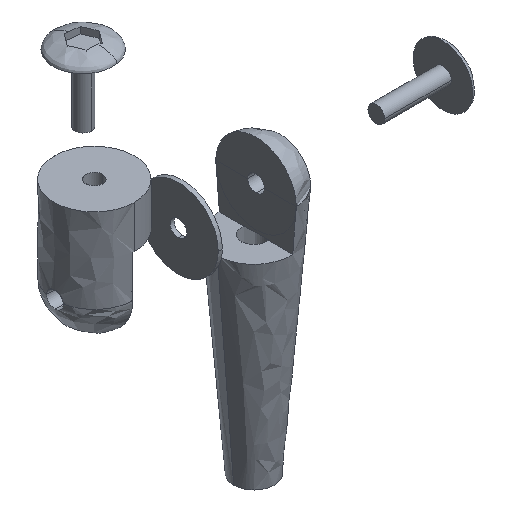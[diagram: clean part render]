
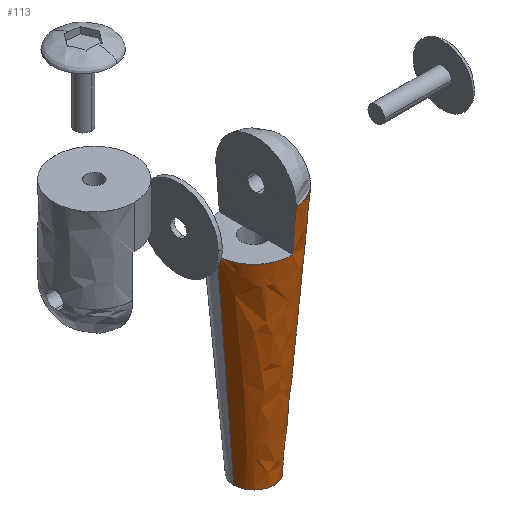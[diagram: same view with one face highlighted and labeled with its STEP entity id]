
A CAD part, isometric view. The second image highlights one B-rep face of the part: STEP entity #113.
In plain terms, the highlighted free-form (B-spline) face has degree [3, 2] with [4, 5] control points.
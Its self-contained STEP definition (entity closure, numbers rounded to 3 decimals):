
#113=ADVANCED_FACE('',(#181),#1056,.T.);
#181=FACE_OUTER_BOUND('',#255,.T.);
#255=EDGE_LOOP('',(#547,#548,#549,#550,#551,#552,#553,#554));
#547=ORIENTED_EDGE('',*,*,#720,.T.);
#548=ORIENTED_EDGE('',*,*,#686,.T.);
#549=ORIENTED_EDGE('',*,*,#698,.T.);
#550=ORIENTED_EDGE('',*,*,#700,.T.);
#551=ORIENTED_EDGE('',*,*,#707,.T.);
#552=ORIENTED_EDGE('',*,*,#688,.T.);
#553=ORIENTED_EDGE('',*,*,#690,.T.);
#554=ORIENTED_EDGE('',*,*,#719,.F.);
#686=EDGE_CURVE('',#963,#971,#868,.T.);
#688=EDGE_CURVE('',#964,#965,#793,.T.);
#690=EDGE_CURVE('',#965,#986,#870,.T.);
#698=EDGE_CURVE('',#971,#972,#801,.T.);
#700=EDGE_CURVE('',#972,#974,#803,.T.);
#707=EDGE_CURVE('',#974,#964,#872,.T.);
#719=EDGE_CURVE('',#985,#986,#882,.T.);
#720=EDGE_CURVE('',#985,#963,#883,.T.);
#793=B_SPLINE_CURVE_WITH_KNOTS('',3,(#2241,#2242,#2243,#2244),
 .UNSPECIFIED.,.F.,.F.,(4,4),(0.,5.216),.UNSPECIFIED.);
#801=B_SPLINE_CURVE_WITH_KNOTS('',3,(#2279,#2280,#2281,#2282,#2283,#2284,
#2285,#2286,#2287,#2288,#2289),.UNSPECIFIED.,.F.,.F.,(4,2,3,2,4),(0.,1.195,
2.383,3.649,4.914),.UNSPECIFIED.);
#803=B_SPLINE_CURVE_WITH_KNOTS('',3,(#2302,#2303,#2304,#2305),
 .UNSPECIFIED.,.F.,.F.,(4,4),(2.241,3.304),
 .UNSPECIFIED.);
#868=(
BOUNDED_CURVE()
B_SPLINE_CURVE(3,(#2232,#2233,#2234,#2235),.UNSPECIFIED.,.F.,.F.)
B_SPLINE_CURVE_WITH_KNOTS((4,4),(0.,26.541),.UNSPECIFIED.)
CURVE()
GEOMETRIC_REPRESENTATION_ITEM()
RATIONAL_B_SPLINE_CURVE((1.,1.,1.,1.))
REPRESENTATION_ITEM('')
);
#870=(
BOUNDED_CURVE()
B_SPLINE_CURVE(2,(#2249,#2250,#2251,#2252,#2253),.UNSPECIFIED.,.F.,.F.)
B_SPLINE_CURVE_WITH_KNOTS((3,2,3),(7.322,11.28,15.237),
 .UNSPECIFIED.)
CURVE()
GEOMETRIC_REPRESENTATION_ITEM()
RATIONAL_B_SPLINE_CURVE((1.,0.918,1.,0.918,1.))
REPRESENTATION_ITEM('')
);
#872=(
BOUNDED_CURVE()
B_SPLINE_CURVE(2,(#2326,#2327,#2328),.UNSPECIFIED.,.F.,.F.)
B_SPLINE_CURVE_WITH_KNOTS((3,3),(4.068,7.347),
 .UNSPECIFIED.)
CURVE()
GEOMETRIC_REPRESENTATION_ITEM()
RATIONAL_B_SPLINE_CURVE((1.,0.943,1.))
REPRESENTATION_ITEM('')
);
#882=(
BOUNDED_CURVE()
B_SPLINE_CURVE(3,(#2364,#2365,#2366,#2367),.UNSPECIFIED.,.F.,.F.)
B_SPLINE_CURVE_WITH_KNOTS((4,4),(0.,25.),.UNSPECIFIED.)
CURVE()
GEOMETRIC_REPRESENTATION_ITEM()
RATIONAL_B_SPLINE_CURVE((1.,1.,1.,1.))
REPRESENTATION_ITEM('')
);
#883=(
BOUNDED_CURVE()
B_SPLINE_CURVE(2,(#2368,#2369,#2370,#2371,#2372),.UNSPECIFIED.,.F.,.F.)
B_SPLINE_CURVE_WITH_KNOTS((3,2,3),(-15.237,-7.618,
0.),.UNSPECIFIED.)
CURVE()
GEOMETRIC_REPRESENTATION_ITEM()
RATIONAL_B_SPLINE_CURVE((1.,0.707,1.,0.707,1.))
REPRESENTATION_ITEM('')
);
#963=VERTEX_POINT('',#2206);
#964=VERTEX_POINT('',#2207);
#965=VERTEX_POINT('',#2208);
#971=VERTEX_POINT('',#2214);
#972=VERTEX_POINT('',#2215);
#974=VERTEX_POINT('',#2217);
#985=VERTEX_POINT('',#2228);
#986=VERTEX_POINT('',#2229);
#1056=(
BOUNDED_SURFACE()
B_SPLINE_SURFACE(3,2,((#2143,#2144,#2145,#2146,#2147),(#2148,#2149,#2150,
#2151,#2152),(#2153,#2154,#2155,#2156,#2157),(#2158,#2159,#2160,#2161,#2162)),
 .UNSPECIFIED.,.F.,.F.,.F.)
B_SPLINE_SURFACE_WITH_KNOTS((4,4),(3,2,3),(0.,30.2),(0.,7.618,
15.237),.UNSPECIFIED.)
GEOMETRIC_REPRESENTATION_ITEM()
RATIONAL_B_SPLINE_SURFACE(((1.,0.707,1.,0.707,1.),
(1.,0.707,1.,0.707,1.),(1.,0.707,1.,
0.707,1.),(1.,0.707,1.,0.707,1.)))
REPRESENTATION_ITEM('')
SURFACE()
);
#2143=CARTESIAN_POINT('',(2.531,0.,0.));
#2144=CARTESIAN_POINT('',(2.531,-2.45,0.));
#2145=CARTESIAN_POINT('',(0.081,-2.45,0.));
#2146=CARTESIAN_POINT('',(-2.369,-2.45,0.));
#2147=CARTESIAN_POINT('',(-2.369,0.,0.));
#2148=CARTESIAN_POINT('',(3.331,0.,10.067));
#2149=CARTESIAN_POINT('',(3.331,-3.25,10.067));
#2150=CARTESIAN_POINT('',(0.081,-3.25,10.067));
#2151=CARTESIAN_POINT('',(-3.169,-3.25,10.067));
#2152=CARTESIAN_POINT('',(-3.169,0.,10.067));
#2153=CARTESIAN_POINT('',(4.131,0.,20.133));
#2154=CARTESIAN_POINT('',(4.131,-4.05,20.133));
#2155=CARTESIAN_POINT('',(0.081,-4.05,20.133));
#2156=CARTESIAN_POINT('',(-3.969,-4.05,20.133));
#2157=CARTESIAN_POINT('',(-3.969,0.,20.133));
#2158=CARTESIAN_POINT('',(4.931,0.,30.2));
#2159=CARTESIAN_POINT('',(4.931,-4.85,30.2));
#2160=CARTESIAN_POINT('',(0.081,-4.85,30.2));
#2161=CARTESIAN_POINT('',(-4.769,-4.85,30.2));
#2162=CARTESIAN_POINT('',(-4.769,0.,30.2));
#2206=CARTESIAN_POINT('',(2.531,0.,0.));
#2207=CARTESIAN_POINT('',(0.327,-4.844,30.2));
#2208=CARTESIAN_POINT('',(0.327,-4.43,25.));
#2214=CARTESIAN_POINT('',(4.64,0.,26.541));
#2215=CARTESIAN_POINT('',(3.312,-3.503,29.143));
#2217=CARTESIAN_POINT('',(3.312,-3.617,30.2));
#2228=CARTESIAN_POINT('',(-2.369,0.,0.));
#2229=CARTESIAN_POINT('',(-4.356,0.,25.));
#2232=CARTESIAN_POINT('',(2.531,0.,0.));
#2233=CARTESIAN_POINT('',(3.234,0.,8.847));
#2234=CARTESIAN_POINT('',(3.937,0.,17.694));
#2235=CARTESIAN_POINT('',(4.64,0.,26.541));
#2241=CARTESIAN_POINT('',(0.327,-4.844,30.2));
#2242=CARTESIAN_POINT('',(0.327,-4.706,28.467));
#2243=CARTESIAN_POINT('',(0.327,-4.568,26.733));
#2244=CARTESIAN_POINT('',(0.327,-4.43,25.));
#2249=CARTESIAN_POINT('',(0.327,-4.43,25.));
#2250=CARTESIAN_POINT('',(-1.58,-4.536,25.));
#2251=CARTESIAN_POINT('',(-2.968,-3.223,25.));
#2252=CARTESIAN_POINT('',(-4.356,-1.91,25.));
#2253=CARTESIAN_POINT('',(-4.356,0.,25.));
#2279=CARTESIAN_POINT('',(4.64,0.,26.541));
#2280=CARTESIAN_POINT('',(4.64,-0.398,26.541));
#2281=CARTESIAN_POINT('',(4.593,-0.788,26.605));
#2282=CARTESIAN_POINT('',(4.421,-1.523,26.85));
#2283=CARTESIAN_POINT('',(4.299,-1.859,27.026));
#2284=CARTESIAN_POINT('',(4.161,-2.158,27.244));
#2285=CARTESIAN_POINT('',(4.014,-2.474,27.475));
#2286=CARTESIAN_POINT('',(3.847,-2.75,27.755));
#2287=CARTESIAN_POINT('',(3.54,-3.202,28.387));
#2288=CARTESIAN_POINT('',(3.395,-3.384,28.749));
#2289=CARTESIAN_POINT('',(3.312,-3.503,29.143));
#2302=CARTESIAN_POINT('',(3.312,-3.503,29.143));
#2303=CARTESIAN_POINT('',(3.312,-3.541,29.495));
#2304=CARTESIAN_POINT('',(3.312,-3.579,29.848));
#2305=CARTESIAN_POINT('',(3.312,-3.617,30.2));
#2326=CARTESIAN_POINT('',(3.312,-3.617,30.2));
#2327=CARTESIAN_POINT('',(2.036,-4.757,30.2));
#2328=CARTESIAN_POINT('',(0.327,-4.844,30.2));
#2364=CARTESIAN_POINT('',(-2.369,0.,0.));
#2365=CARTESIAN_POINT('',(-3.031,0.,8.333));
#2366=CARTESIAN_POINT('',(-3.694,0.,16.667));
#2367=CARTESIAN_POINT('',(-4.356,0.,25.));
#2368=CARTESIAN_POINT('',(-2.369,0.,0.));
#2369=CARTESIAN_POINT('',(-2.369,-2.45,0.));
#2370=CARTESIAN_POINT('',(0.081,-2.45,0.));
#2371=CARTESIAN_POINT('',(2.531,-2.45,0.));
#2372=CARTESIAN_POINT('',(2.531,0.,0.));
